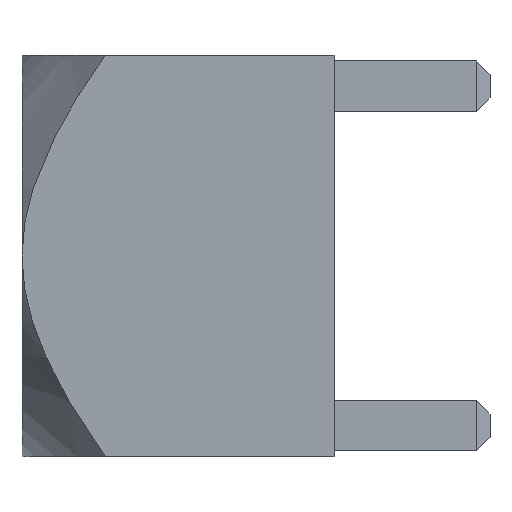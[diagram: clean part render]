
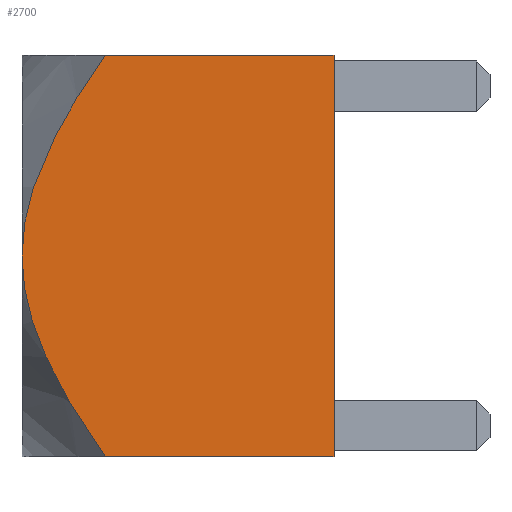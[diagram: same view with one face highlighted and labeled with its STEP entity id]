
A CAD part, left-side view. The second image highlights one B-rep face of the part: STEP entity #2700.
In plain terms, the highlighted planar face has unit normal (-1, 0, 0).
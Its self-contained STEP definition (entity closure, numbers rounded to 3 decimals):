
#1=DIRECTION('',(0.,0.,1.));
#2=VECTOR('',#1,9.);
#3=CARTESIAN_POINT('',(-4.5,0.,-4.5));
#4=LINE('',#3,#2);
#155=CARTESIAN_POINT('',(-4.5,5.13,4.5));
#156=CARTESIAN_POINT('',(-4.5,5.31,4.247));
#157=CARTESIAN_POINT('',(-4.5,5.638,3.762));
#158=CARTESIAN_POINT('',(-4.5,6.038,3.104));
#159=CARTESIAN_POINT('',(-4.5,6.354,2.509));
#160=CARTESIAN_POINT('',(-4.5,6.597,1.964));
#161=CARTESIAN_POINT('',(-4.5,6.779,1.452));
#162=CARTESIAN_POINT('',(-4.5,6.907,0.96));
#163=CARTESIAN_POINT('',(-4.5,6.983,0.478));
#164=CARTESIAN_POINT('',(-4.5,7.,0.159));
#165=CARTESIAN_POINT('',(-4.5,7.,0.));
#167=DIRECTION('',(0.,1.,0.));
#168=VECTOR('',#167,5.13);
#169=CARTESIAN_POINT('',(-4.5,0.,-4.5));
#170=LINE('',#169,#168);
#171=CARTESIAN_POINT('',(-4.5,7.,0.));
#172=CARTESIAN_POINT('',(-4.5,7.,-0.159));
#173=CARTESIAN_POINT('',(-4.5,6.983,-0.477));
#174=CARTESIAN_POINT('',(-4.5,6.907,-0.958));
#175=CARTESIAN_POINT('',(-4.5,6.779,-1.45));
#176=CARTESIAN_POINT('',(-4.5,6.598,-1.961));
#177=CARTESIAN_POINT('',(-4.5,6.356,-2.505));
#178=CARTESIAN_POINT('',(-4.5,6.04,-3.101));
#179=CARTESIAN_POINT('',(-4.5,5.639,-3.76));
#180=CARTESIAN_POINT('',(-4.5,5.31,-4.246));
#181=CARTESIAN_POINT('',(-4.5,5.13,-4.5));
#200=DIRECTION('',(0.,1.,0.));
#201=VECTOR('',#200,5.13);
#202=CARTESIAN_POINT('',(-4.5,0.,4.5));
#203=LINE('',#202,#201);
#2306=CARTESIAN_POINT('',(-4.5,0.,-4.5));
#2307=CARTESIAN_POINT('',(-4.5,0.,4.5));
#2308=VERTEX_POINT('',#2306);
#2309=VERTEX_POINT('',#2307);
#2382=CARTESIAN_POINT('',(-4.5,7.,0.));
#2384=VERTEX_POINT('',#2382);
#2386=VERTEX_POINT('',#155);
#2387=VERTEX_POINT('',#181);
#2684=CARTESIAN_POINT('',(-4.5,0.,-4.5));
#2685=DIRECTION('',(-1.,0.,0.));
#2686=DIRECTION('',(0.,0.,1.));
#2687=AXIS2_PLACEMENT_3D('',#2684,#2685,#2686);
#2688=PLANE('',#2687);
#2690=ORIENTED_EDGE('',*,*,#2689,.F.);
#2692=ORIENTED_EDGE('',*,*,#2691,.F.);
#2693=ORIENTED_EDGE('',*,*,#2587,.F.);
#2695=ORIENTED_EDGE('',*,*,#2694,.T.);
#2697=ORIENTED_EDGE('',*,*,#2696,.F.);
#2698=EDGE_LOOP('',(#2690,#2692,#2693,#2695,#2697));
#2699=FACE_OUTER_BOUND('',#2698,.F.);
#166=B_SPLINE_CURVE_WITH_KNOTS('',3,(#155,#156,#157,#158,#159,#160,#161,#162,
#163,#164,#165),.UNSPECIFIED.,.F.,.F.,(4,1,1,1,1,1,1,1,4),(0.,0.125,0.25,
0.375,0.5,0.625,0.75,0.875,1.),.UNSPECIFIED.);
#182=B_SPLINE_CURVE_WITH_KNOTS('',3,(#171,#172,#173,#174,#175,#176,#177,#178,
#179,#180,#181),.UNSPECIFIED.,.F.,.F.,(4,1,1,1,1,1,1,1,4),(0.,0.125,0.25,
0.375,0.5,0.625,0.75,0.875,1.),.UNSPECIFIED.);
#2587=EDGE_CURVE('',#2308,#2309,#4,.T.);
#2689=EDGE_CURVE('',#2386,#2384,#166,.T.);
#2691=EDGE_CURVE('',#2309,#2386,#203,.T.);
#2694=EDGE_CURVE('',#2308,#2387,#170,.T.);
#2696=EDGE_CURVE('',#2384,#2387,#182,.T.);
#2700=ADVANCED_FACE('',(#2699),#2688,.T.);
